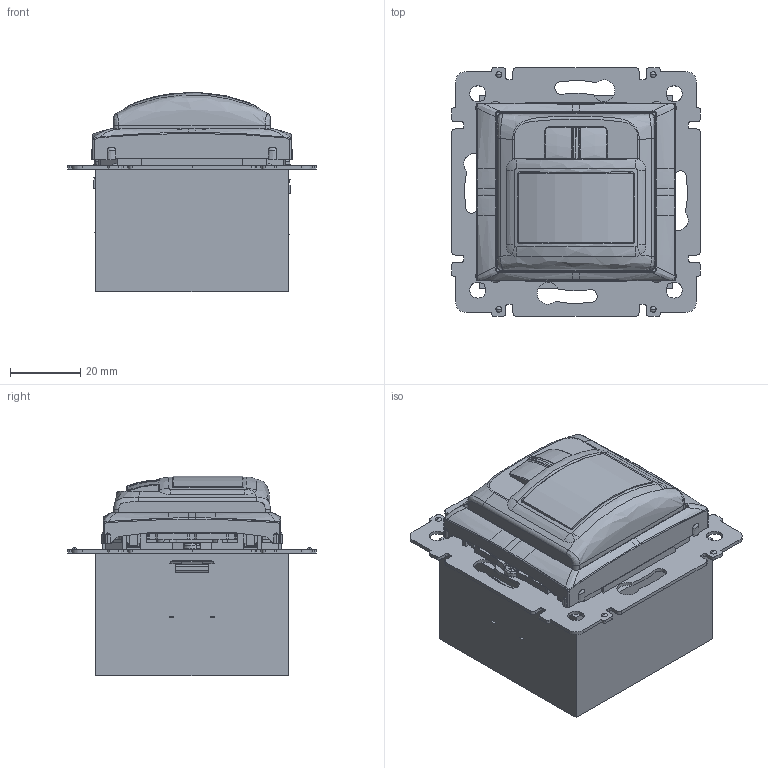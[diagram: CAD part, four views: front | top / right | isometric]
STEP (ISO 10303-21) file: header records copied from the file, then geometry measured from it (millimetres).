
FILE_DESCRIPTION(('CATIA V5 STEP Exchange','CAx-IF Rec.Pracs.--- Model Styling and Organization---1.4--- 2014-01-23'),'2;1');
FILE_NAME('774129_AllCATPart.stp','2020-02-28T14:07:51+00:00',('none'),('none'),'CATIA Version 5-6 Release 2017 SP3','CATIA V5 STEP AP214','none');
FILE_SCHEMA(('AUTOMOTIVE_DESIGN { 1 0 10303 214 1 1 1 1 }'));
Products named in the file (1): 774129_AllCATPart
Bounding box: 71 x 71 x 56.92 mm (x, y, z)
Volume: 118123.3 mm3; surface area: 54487.6 mm2
Topology: 2 solids, 12 shells, 5608 faces, 16327 edges, 10786 vertices
Faces by surface type: plane 3949, cylinder 853, bspline 517, cone 178, torus 59, sphere 50, extrusion 2
Entity records: 218236 total; most frequent: CARTESIAN_POINT 80145, ORIENTED_EDGE 32586, DIRECTION 21548, EDGE_CURVE 16293, VECTOR 11062, LINE 11060, VERTEX_POINT 10786, EDGE_LOOP 6143
